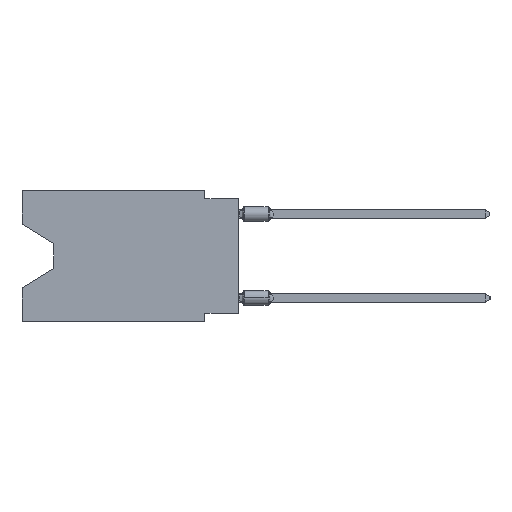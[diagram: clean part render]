
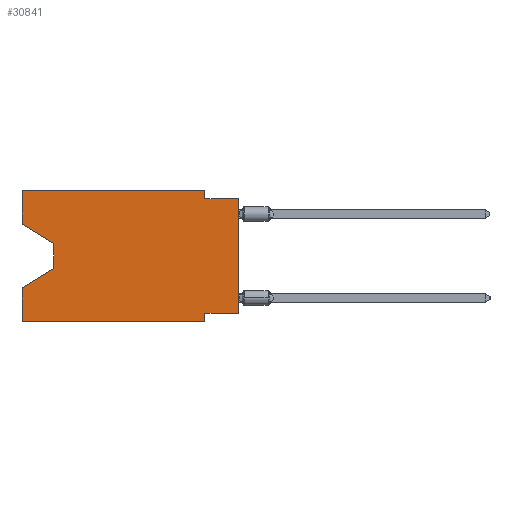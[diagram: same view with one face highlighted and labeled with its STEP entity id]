
A CAD part, left-side view. The second image highlights one B-rep face of the part: STEP entity #30841.
In plain terms, the highlighted planar face has unit normal (-1, 0, 0).
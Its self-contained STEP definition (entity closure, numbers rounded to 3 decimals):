
#226 = CARTESIAN_POINT ( 'NONE',  ( 0., 13.97, -4.013 ) ) ;
#527 = CARTESIAN_POINT ( 'NONE',  ( 0., 16.383, 0. ) ) ;
#815 = CARTESIAN_POINT ( 'NONE',  ( 0., 2.54, 0. ) ) ;
#864 = LINE ( 'NONE', #37419, #51089 ) ;
#1860 = LINE ( 'NONE', #47705, #23549 ) ;
#1973 = VECTOR ( 'NONE', #17309, 1000. ) ;
#2107 = EDGE_CURVE ( 'NONE', #11964, #52822, #864, .T. ) ;
#3122 = ORIENTED_EDGE ( 'NONE', *, *, #6524, .F. ) ;
#3917 = CARTESIAN_POINT ( 'NONE',  ( 0., 0., -0.635 ) ) ;
#4041 = CARTESIAN_POINT ( 'NONE',  ( 0., 2.54, 0. ) ) ;
#6524 = EDGE_CURVE ( 'NONE', #11623, #35584, #38302, .T. ) ;
#6961 = CARTESIAN_POINT ( 'NONE',  ( 0., 0., -9.271 ) ) ;
#7418 = CARTESIAN_POINT ( 'NONE',  ( 0., 2.54, -0.635 ) ) ;
#8212 = CARTESIAN_POINT ( 'NONE',  ( 0., 2.54, -9.271 ) ) ;
#8852 = CARTESIAN_POINT ( 'NONE',  ( 0., 16.383, -2.546 ) ) ;
#10885 = EDGE_CURVE ( 'NONE', #35010, #50275, #28831, .T. ) ;
#11499 = ORIENTED_EDGE ( 'NONE', *, *, #51038, .F. ) ;
#11623 = VERTEX_POINT ( 'NONE', #8852 ) ;
#11964 = VERTEX_POINT ( 'NONE', #14434 ) ;
#13981 = CARTESIAN_POINT ( 'NONE',  ( 0., 16.383, -9.906 ) ) ;
#14434 = CARTESIAN_POINT ( 'NONE',  ( 0., 0., -9.271 ) ) ;
#14766 = DIRECTION ( 'NONE',  ( 0., -1., 0. ) ) ;
#15308 = VECTOR ( 'NONE', #25781, 1000. ) ;
#15376 = PLANE ( 'NONE',  #57613 ) ;
#15661 = DIRECTION ( 'NONE',  ( 0., 1., 0. ) ) ;
#15965 = DIRECTION ( 'NONE',  ( 1., 0., 0. ) ) ;
#17309 = DIRECTION ( 'NONE',  ( 0., 0., -1. ) ) ;
#18654 = VECTOR ( 'NONE', #37678, 1000. ) ;
#19489 = LINE ( 'NONE', #32698, #24420 ) ;
#20224 = VERTEX_POINT ( 'NONE', #7418 ) ;
#20635 = VECTOR ( 'NONE', #14766, 1000. ) ;
#20889 = DIRECTION ( 'NONE',  ( 0., 0., 1. ) ) ;
#22593 = ORIENTED_EDGE ( 'NONE', *, *, #36446, .F. ) ;
#23354 = EDGE_CURVE ( 'NONE', #20224, #52822, #1860, .T. ) ;
#23549 = VECTOR ( 'NONE', #25504, 1000. ) ;
#23743 = CARTESIAN_POINT ( 'NONE',  ( 0., 13.97, -5.893 ) ) ;
#24165 = LINE ( 'NONE', #815, #31999 ) ;
#24420 = VECTOR ( 'NONE', #33305, 1000. ) ;
#24613 = ORIENTED_EDGE ( 'NONE', *, *, #37499, .F. ) ;
#24635 = CARTESIAN_POINT ( 'NONE',  ( 0., 2.54, -9.906 ) ) ;
#25504 = DIRECTION ( 'NONE',  ( 0., -1., 0. ) ) ;
#25781 = DIRECTION ( 'NONE',  ( 0., -0.855, -0.519 ) ) ;
#25834 = LINE ( 'NONE', #6961, #42744 ) ;
#26538 = EDGE_CURVE ( 'NONE', #11623, #36375, #53965, .T. ) ;
#26619 = EDGE_CURVE ( 'NONE', #39524, #51249, #32072, .T. ) ;
#26977 = EDGE_CURVE ( 'NONE', #36375, #39524, #52412, .T. ) ;
#28170 = ORIENTED_EDGE ( 'NONE', *, *, #34439, .T. ) ;
#28666 = DIRECTION ( 'NONE',  ( 0., 0., -1. ) ) ;
#28831 = LINE ( 'NONE', #24635, #46196 ) ;
#30063 = DIRECTION ( 'NONE',  ( 0., 0., -1. ) ) ;
#30272 = VERTEX_POINT ( 'NONE', #13981 ) ;
#30841 = ADVANCED_FACE ( 'NONE', ( #52835 ), #15376, .F. ) ;
#31999 = VECTOR ( 'NONE', #28666, 1000. ) ;
#32072 = LINE ( 'NONE', #54263, #49766 ) ;
#32698 = CARTESIAN_POINT ( 'NONE',  ( 0., 16.383, -9.906 ) ) ;
#32740 = DIRECTION ( 'NONE',  ( 0., 0., -1. ) ) ;
#33091 = EDGE_LOOP ( 'NONE', ( #51356, #33670, #56328, #24613, #28170, #38894, #38422, #43574, #49387, #22593, #11499, #3122 ) ) ;
#33305 = DIRECTION ( 'NONE',  ( 0., -1., 0. ) ) ;
#33670 = ORIENTED_EDGE ( 'NONE', *, *, #26977, .T. ) ;
#33682 = CARTESIAN_POINT ( 'NONE',  ( 0., 16.383, 0. ) ) ;
#33806 = CARTESIAN_POINT ( 'NONE',  ( 0., 16.383, 0. ) ) ;
#34439 = EDGE_CURVE ( 'NONE', #30272, #50275, #19489, .T. ) ;
#35010 = VERTEX_POINT ( 'NONE', #8212 ) ;
#35584 = VERTEX_POINT ( 'NONE', #50989 ) ;
#36375 = VERTEX_POINT ( 'NONE', #226 ) ;
#36446 = EDGE_CURVE ( 'NONE', #44398, #20224, #24165, .T. ) ;
#37419 = CARTESIAN_POINT ( 'NONE',  ( 0., 0., 0. ) ) ;
#37499 = EDGE_CURVE ( 'NONE', #30272, #51249, #50582, .T. ) ;
#37571 = LINE ( 'NONE', #55855, #20635 ) ;
#37678 = DIRECTION ( 'NONE',  ( 0., 0., 1. ) ) ;
#38302 = LINE ( 'NONE', #33806, #42854 ) ;
#38422 = ORIENTED_EDGE ( 'NONE', *, *, #51131, .F. ) ;
#38894 = ORIENTED_EDGE ( 'NONE', *, *, #10885, .F. ) ;
#39524 = VERTEX_POINT ( 'NONE', #23743 ) ;
#40111 = CARTESIAN_POINT ( 'NONE',  ( 0., 13.97, -4.013 ) ) ;
#41117 = CARTESIAN_POINT ( 'NONE',  ( 0., 16.383, -7.36 ) ) ;
#42744 = VECTOR ( 'NONE', #15661, 1000. ) ;
#42854 = VECTOR ( 'NONE', #20889, 1000. ) ;
#43574 = ORIENTED_EDGE ( 'NONE', *, *, #2107, .T. ) ;
#44398 = VERTEX_POINT ( 'NONE', #4041 ) ;
#44486 = CARTESIAN_POINT ( 'NONE',  ( 0., 2.54, -9.906 ) ) ;
#46196 = VECTOR ( 'NONE', #32740, 1000. ) ;
#47705 = CARTESIAN_POINT ( 'NONE',  ( 0., 0., -0.635 ) ) ;
#49387 = ORIENTED_EDGE ( 'NONE', *, *, #23354, .F. ) ;
#49766 = VECTOR ( 'NONE', #58760, 1000. ) ;
#50275 = VERTEX_POINT ( 'NONE', #44486 ) ;
#50582 = LINE ( 'NONE', #527, #18654 ) ;
#50989 = CARTESIAN_POINT ( 'NONE',  ( 0., 16.383, 0. ) ) ;
#51038 = EDGE_CURVE ( 'NONE', #35584, #44398, #37571, .T. ) ;
#51089 = VECTOR ( 'NONE', #51201, 1000. ) ;
#51131 = EDGE_CURVE ( 'NONE', #11964, #35010, #25834, .T. ) ;
#51201 = DIRECTION ( 'NONE',  ( 0., 0., 1. ) ) ;
#51249 = VERTEX_POINT ( 'NONE', #41117 ) ;
#51356 = ORIENTED_EDGE ( 'NONE', *, *, #26538, .T. ) ;
#52412 = LINE ( 'NONE', #40111, #1973 ) ;
#52822 = VERTEX_POINT ( 'NONE', #3917 ) ;
#52835 = FACE_OUTER_BOUND ( 'NONE', #33091, .T. ) ;
#53965 = LINE ( 'NONE', #57849, #15308 ) ;
#54263 = CARTESIAN_POINT ( 'NONE',  ( 0., 13.97, -5.893 ) ) ;
#55855 = CARTESIAN_POINT ( 'NONE',  ( 0., 16.383, 0. ) ) ;
#56328 = ORIENTED_EDGE ( 'NONE', *, *, #26619, .T. ) ;
#57613 = AXIS2_PLACEMENT_3D ( 'NONE', #33682, #15965, #30063 ) ;
#57849 = CARTESIAN_POINT ( 'NONE',  ( 0., 16.383, -2.546 ) ) ;
#58760 = DIRECTION ( 'NONE',  ( 0., 0.855, -0.519 ) ) ;
